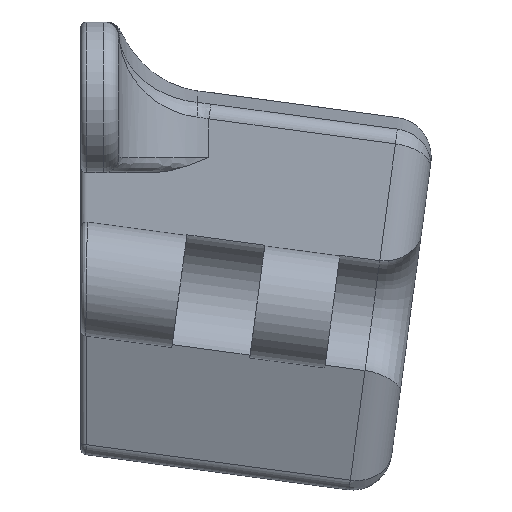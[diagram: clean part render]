
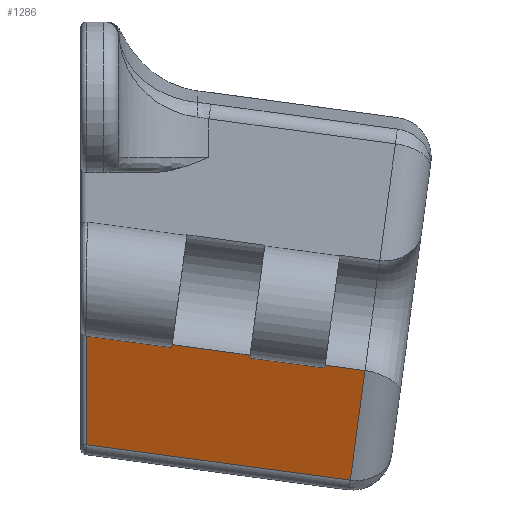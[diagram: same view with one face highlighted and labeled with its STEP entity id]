
A CAD part, left-side view. The second image highlights one B-rep face of the part: STEP entity #1286.
In plain terms, the highlighted planar face has unit normal (-0.939, 0.046, -0.342).
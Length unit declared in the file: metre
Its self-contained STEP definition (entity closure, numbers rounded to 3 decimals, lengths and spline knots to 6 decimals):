
#154=LINE('',#2037,#229);
#155=LINE('',#2053,#230);
#156=LINE('',#2059,#231);
#157=LINE('',#2061,#232);
#158=LINE('',#2064,#233);
#159=LINE('',#2066,#234);
#160=LINE('',#2067,#235);
#161=LINE('',#2069,#236);
#162=LINE('',#2071,#237);
#163=LINE('',#2073,#238);
#229=VECTOR('',#1596,1.);
#230=VECTOR('',#1613,1.);
#231=VECTOR('',#1620,1.);
#232=VECTOR('',#1623,1.);
#233=VECTOR('',#1624,1.);
#234=VECTOR('',#1625,1.);
#235=VECTOR('',#1626,1.);
#236=VECTOR('',#1627,1.);
#237=VECTOR('',#1628,1.);
#238=VECTOR('',#1629,1.);
#338=ORIENTED_EDGE('',*,*,#735,.T.);
#339=ORIENTED_EDGE('',*,*,#736,.T.);
#340=ORIENTED_EDGE('',*,*,#737,.F.);
#341=ORIENTED_EDGE('',*,*,#731,.F.);
#342=ORIENTED_EDGE('',*,*,#734,.F.);
#343=ORIENTED_EDGE('',*,*,#723,.T.);
#344=ORIENTED_EDGE('',*,*,#738,.F.);
#345=ORIENTED_EDGE('',*,*,#739,.F.);
#346=ORIENTED_EDGE('',*,*,#740,.F.);
#347=ORIENTED_EDGE('',*,*,#741,.T.);
#723=EDGE_CURVE('',#924,#923,#154,.T.);
#731=EDGE_CURVE('',#931,#932,#155,.T.);
#734=EDGE_CURVE('',#924,#931,#156,.T.);
#735=EDGE_CURVE('',#933,#934,#157,.T.);
#736=EDGE_CURVE('',#934,#935,#158,.F.);
#737=EDGE_CURVE('',#932,#935,#159,.T.);
#738=EDGE_CURVE('',#936,#923,#160,.T.);
#739=EDGE_CURVE('',#937,#936,#161,.T.);
#740=EDGE_CURVE('',#938,#937,#162,.T.);
#741=EDGE_CURVE('',#938,#933,#163,.F.);
#923=VERTEX_POINT('',#2036);
#924=VERTEX_POINT('',#2038);
#931=VERTEX_POINT('',#2054);
#932=VERTEX_POINT('',#2055);
#933=VERTEX_POINT('',#2062);
#934=VERTEX_POINT('',#2063);
#935=VERTEX_POINT('',#2065);
#936=VERTEX_POINT('',#2068);
#937=VERTEX_POINT('',#2070);
#938=VERTEX_POINT('',#2072);
#1089=EDGE_LOOP('',(#338,#339,#340,#341,#342,#343,#344,#345,#346,#347));
#1180=FACE_BOUND('',#1089,.T.);
#1268=PLANE('',#1403);
#1286=ADVANCED_FACE('',(#1180),#1268,.T.);
#1403=AXIS2_PLACEMENT_3D('',#2060,#1621,#1622);
#1596=DIRECTION('',(0.345,0.125,-0.93));
#1613=DIRECTION('',(0.345,0.125,-0.93));
#1620=DIRECTION('',(0.,-0.991,-0.133));
#1621=DIRECTION('',(-0.939,0.046,-0.342));
#1622=DIRECTION('',(-0.342,0.,0.94));
#1623=DIRECTION('',(0.,-0.991,-0.133));
#1624=DIRECTION('',(0.345,0.125,-0.93));
#1625=DIRECTION('',(0.,-0.991,-0.133));
#1626=DIRECTION('',(0.,-0.991,-0.133));
#1627=DIRECTION('',(0.345,0.125,-0.93));
#1628=DIRECTION('',(0.,-0.991,-0.133));
#1629=DIRECTION('',(-0.342,0.,0.94));
#2036=CARTESIAN_POINT('',(0.197345,-0.072435,0.155081));
#2037=CARTESIAN_POINT('',(0.194723,-0.073383,0.162151));
#2038=CARTESIAN_POINT('',(0.197311,-0.072447,0.155174));
#2053=CARTESIAN_POINT('',(0.194723,-0.083344,0.160815));
#2054=CARTESIAN_POINT('',(0.197311,-0.082408,0.153838));
#2055=CARTESIAN_POINT('',(0.197345,-0.082396,0.153745));
#2059=CARTESIAN_POINT('',(0.197311,-0.072447,0.155174));
#2060=CARTESIAN_POINT('',(0.194723,-0.073383,0.162151));
#2061=CARTESIAN_POINT('',(0.202747,-0.070482,0.14052));
#2062=CARTESIAN_POINT('',(0.202747,-0.050665,0.143179));
#2063=CARTESIAN_POINT('',(0.202747,-0.085745,0.138473));
#2064=CARTESIAN_POINT('',(0.194723,-0.088647,0.160103));
#2065=CARTESIAN_POINT('',(0.197345,-0.087698,0.153034));
#2066=CARTESIAN_POINT('',(0.197345,0.519613,0.234506));
#2067=CARTESIAN_POINT('',(0.197345,0.519613,0.234506));
#2068=CARTESIAN_POINT('',(0.197345,-0.062078,0.156471));
#2069=CARTESIAN_POINT('',(0.194723,-0.063026,0.163541));
#2070=CARTESIAN_POINT('',(0.197311,-0.06209,0.156564));
#2071=CARTESIAN_POINT('',(0.197311,-0.052129,0.1579));
#2072=CARTESIAN_POINT('',(0.197311,-0.050665,0.158097));
#2073=CARTESIAN_POINT('',(0.202716,-0.050665,0.143264));
